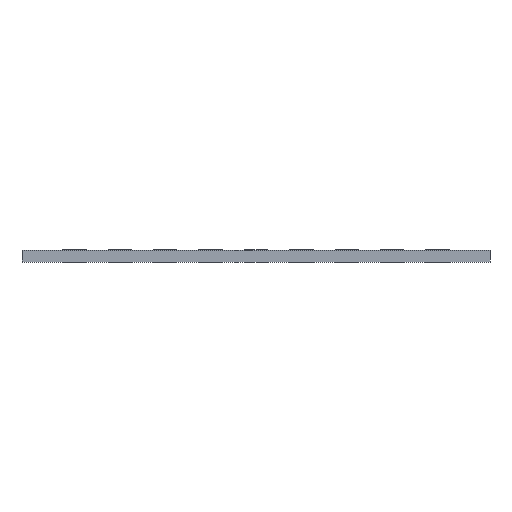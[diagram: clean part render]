
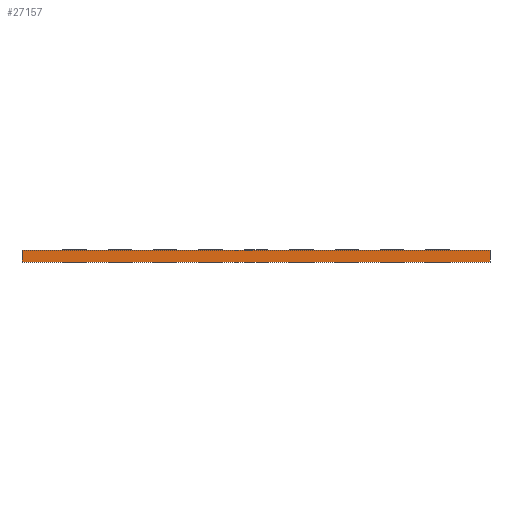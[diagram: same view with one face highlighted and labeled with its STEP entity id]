
A CAD part, left-side view. The second image highlights one B-rep face of the part: STEP entity #27157.
In plain terms, the highlighted planar face has unit normal (-1, 0, 0).
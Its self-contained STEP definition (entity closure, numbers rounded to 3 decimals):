
#3743=FACE_OUTER_BOUND('',#5207,.T.);
#5207=EDGE_LOOP('',(#23569,#23570,#23571,#23572));
#7971=LINE('',#46095,#10575);
#7972=LINE('',#46098,#10576);
#7973=LINE('',#46100,#10577);
#7974=LINE('',#46101,#10578);
#10575=VECTOR('',#38128,10.);
#10576=VECTOR('',#38131,10.);
#10577=VECTOR('',#38132,10.);
#10578=VECTOR('',#38133,10.);
#13177=VERTEX_POINT('',#46091);
#13178=VERTEX_POINT('',#46093);
#13179=VERTEX_POINT('',#46097);
#13180=VERTEX_POINT('',#46099);
#17075=EDGE_CURVE('',#13177,#13178,#7971,.T.);
#17076=EDGE_CURVE('',#13179,#13177,#7972,.T.);
#17077=EDGE_CURVE('',#13180,#13178,#7973,.T.);
#17078=EDGE_CURVE('',#13179,#13180,#7974,.T.);
#23569=ORIENTED_EDGE('',*,*,#17076,.T.);
#23570=ORIENTED_EDGE('',*,*,#17075,.T.);
#23571=ORIENTED_EDGE('',*,*,#17077,.F.);
#23572=ORIENTED_EDGE('',*,*,#17078,.F.);
#25693=PLANE('',#30012);
#27157=ADVANCED_FACE('',(#3743),#25693,.T.);
#30012=AXIS2_PLACEMENT_3D('',#46096,#38129,#38130);
#38128=DIRECTION('',(0.,0.,-1.));
#38129=DIRECTION('center_axis',(-1.,0.,0.));
#38130=DIRECTION('ref_axis',(0.,1.,0.));
#38131=DIRECTION('',(0.,1.,0.));
#38132=DIRECTION('',(0.,1.,0.));
#38133=DIRECTION('',(0.,0.,-1.));
#46091=CARTESIAN_POINT('',(-20.,20.,0.));
#46093=CARTESIAN_POINT('',(-20.,20.,-1.));
#46095=CARTESIAN_POINT('',(-20.,20.,0.));
#46096=CARTESIAN_POINT('Origin',(-20.,-20.,0.));
#46097=CARTESIAN_POINT('',(-20.,-20.,0.));
#46098=CARTESIAN_POINT('',(-20.,-20.,0.));
#46099=CARTESIAN_POINT('',(-20.,-20.,-1.));
#46100=CARTESIAN_POINT('',(-20.,-20.,-1.));
#46101=CARTESIAN_POINT('',(-20.,-20.,0.));
